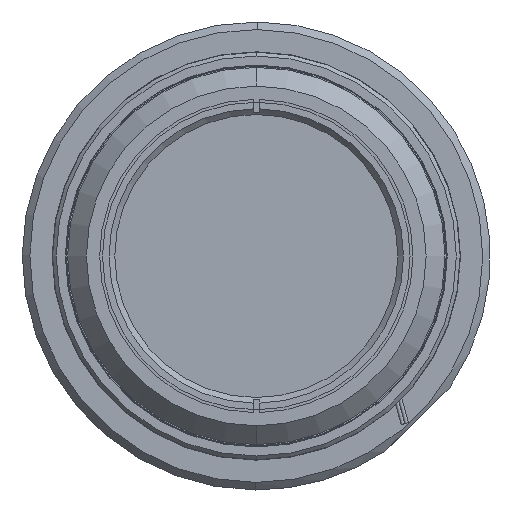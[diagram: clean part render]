
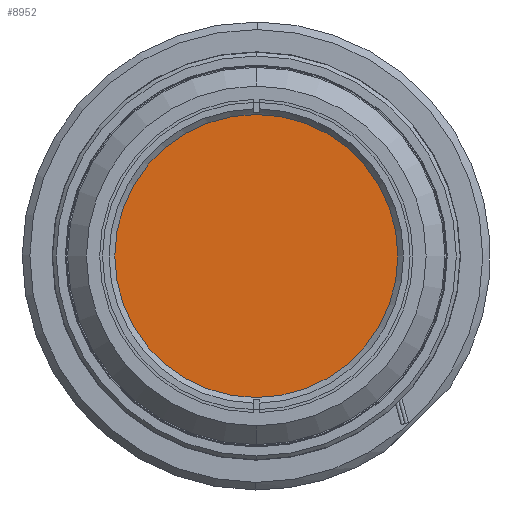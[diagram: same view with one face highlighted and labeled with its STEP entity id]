
A CAD part, left-side view. The second image highlights one B-rep face of the part: STEP entity #8952.
In plain terms, the highlighted planar face has unit normal (-1, 0, 0).
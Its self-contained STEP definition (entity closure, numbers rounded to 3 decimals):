
#672 = PLANE ( 'NONE',  #15626 ) ;
#1530 = EDGE_CURVE ( 'NONE', #9433, #13325, #6445, .T. ) ;
#4757 = FACE_OUTER_BOUND ( 'NONE', #13290, .T. ) ;
#5224 = CARTESIAN_POINT ( 'NONE',  ( -134.989, 0., 0. ) ) ;
#6445 = CIRCLE ( 'NONE', #20938, 39.3 ) ;
#6937 = DIRECTION ( 'NONE',  ( 0., 0., 1. ) ) ;
#7647 = CARTESIAN_POINT ( 'NONE',  ( -134.989, 39.5, 0. ) ) ;
#7748 = ORIENTED_EDGE ( 'NONE', *, *, #19763, .T. ) ;
#8952 = ADVANCED_FACE ( 'NONE', ( #4757 ), #672, .T. ) ;
#9368 = DIRECTION ( 'NONE',  ( 0., 0., 1. ) ) ;
#9433 = VERTEX_POINT ( 'NONE', #14471 ) ;
#10707 = DIRECTION ( 'NONE',  ( 0., 0., 1. ) ) ;
#10786 = DIRECTION ( 'NONE',  ( -1., 0., 0. ) ) ;
#11737 = CARTESIAN_POINT ( 'NONE',  ( -134.989, 0., 0. ) ) ;
#13290 = EDGE_LOOP ( 'NONE', ( #7748, #16076 ) ) ;
#13325 = VERTEX_POINT ( 'NONE', #19406 ) ;
#14471 = CARTESIAN_POINT ( 'NONE',  ( -134.989, 0., -39.3 ) ) ;
#15211 = AXIS2_PLACEMENT_3D ( 'NONE', #5224, #17173, #6937 ) ;
#15626 = AXIS2_PLACEMENT_3D ( 'NONE', #7647, #19533, #9368 ) ;
#16076 = ORIENTED_EDGE ( 'NONE', *, *, #1530, .T. ) ;
#17173 = DIRECTION ( 'NONE',  ( -1., 0., 0. ) ) ;
#19406 = CARTESIAN_POINT ( 'NONE',  ( -134.989, 0., 39.3 ) ) ;
#19533 = DIRECTION ( 'NONE',  ( -1., 0., 0. ) ) ;
#19763 = EDGE_CURVE ( 'NONE', #13325, #9433, #20741, .T. ) ;
#20741 = CIRCLE ( 'NONE', #15211, 39.3 ) ;
#20938 = AXIS2_PLACEMENT_3D ( 'NONE', #11737, #10786, #10707 ) ;
